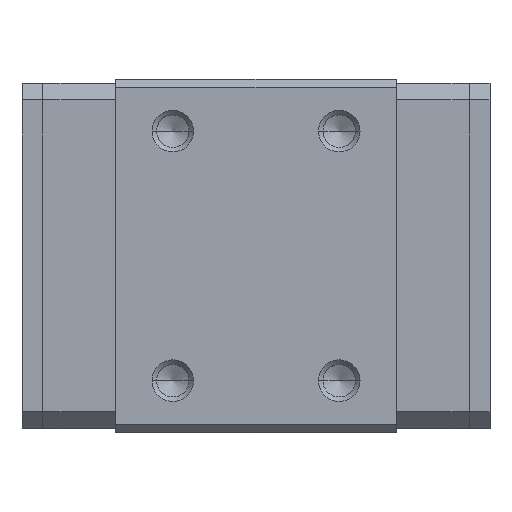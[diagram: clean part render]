
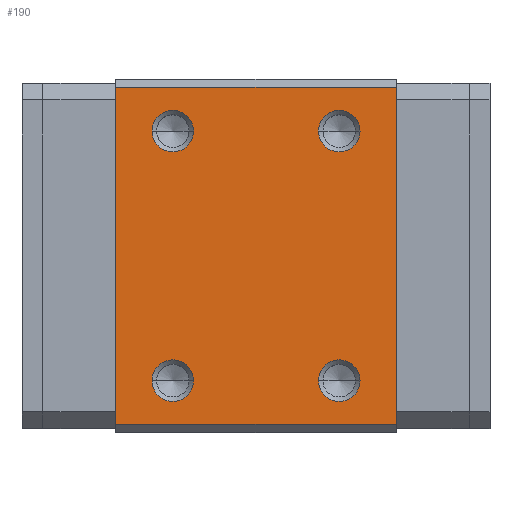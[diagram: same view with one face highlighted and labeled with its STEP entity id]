
A CAD part, top view. The second image highlights one B-rep face of the part: STEP entity #190.
In plain terms, the highlighted planar face has unit normal (0, 0, 1).
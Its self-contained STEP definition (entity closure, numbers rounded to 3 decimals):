
#84 = CARTESIAN_POINT ( 'NONE',  ( 14.25, 6., 6.5 ) ) ;
#190 = ADVANCED_FACE ( 'NONE', ( #15356, #19216, #532, #11749, #21087 ), #9741, .T. ) ;
#287 = EDGE_CURVE ( 'NONE', #3322, #22051, #4411, .T. ) ;
#532 = FACE_BOUND ( 'NONE', #20899, .T. ) ;
#711 = LINE ( 'NONE', #23882, #3426 ) ;
#779 = DIRECTION ( 'NONE',  ( 1., 0., 0. ) ) ;
#844 = EDGE_LOOP ( 'NONE', ( #14450, #19219 ) ) ;
#1554 = DIRECTION ( 'NONE',  ( 1., 0., 0. ) ) ;
#1679 = CARTESIAN_POINT ( 'NONE',  ( 7.25, 6., 6.5 ) ) ;
#1725 = DIRECTION ( 'NONE',  ( 0., 0., -1. ) ) ;
#1948 = EDGE_CURVE ( 'NONE', #19549, #12503, #19791, .T. ) ;
#1999 = CARTESIAN_POINT ( 'NONE',  ( 7.25, -6., 6.5 ) ) ;
#2399 = CARTESIAN_POINT ( 'NONE',  ( 6.25, -6., 6.5 ) ) ;
#2731 = DIRECTION ( 'NONE',  ( -1., 0., 0. ) ) ;
#2792 = AXIS2_PLACEMENT_3D ( 'NONE', #1679, #9277, #779 ) ;
#2971 = CARTESIAN_POINT ( 'NONE',  ( 4.5, 8.1, 6.5 ) ) ;
#3322 = VERTEX_POINT ( 'NONE', #8568 ) ;
#3426 = VECTOR ( 'NONE', #23390, 1000. ) ;
#3554 = CARTESIAN_POINT ( 'NONE',  ( 4.5, -8.1, 6.5 ) ) ;
#3626 = ORIENTED_EDGE ( 'NONE', *, *, #23049, .T. ) ;
#3858 = CARTESIAN_POINT ( 'NONE',  ( 15.25, -6., 6.5 ) ) ;
#3992 = DIRECTION ( 'NONE',  ( 0., 1., 0. ) ) ;
#4246 = EDGE_CURVE ( 'NONE', #23735, #11539, #21238, .T. ) ;
#4411 = CIRCLE ( 'NONE', #2792, 1. ) ;
#4492 = CARTESIAN_POINT ( 'NONE',  ( 15.25, 6., 6.5 ) ) ;
#4794 = AXIS2_PLACEMENT_3D ( 'NONE', #3554, #23081, #1554 ) ;
#5090 = LINE ( 'NONE', #2971, #16586 ) ;
#5297 = DIRECTION ( 'NONE',  ( 0., 0., -1. ) ) ;
#5725 = DIRECTION ( 'NONE',  ( 0., -1., 0. ) ) ;
#5801 = AXIS2_PLACEMENT_3D ( 'NONE', #3858, #9329, #14942 ) ;
#7239 = ORIENTED_EDGE ( 'NONE', *, *, #19555, .T. ) ;
#7460 = CARTESIAN_POINT ( 'NONE',  ( 8.25, -6., 6.5 ) ) ;
#7590 = CARTESIAN_POINT ( 'NONE',  ( 4.5, -8.1, 6.5 ) ) ;
#7711 = CARTESIAN_POINT ( 'NONE',  ( 18., -8.1, 6.5 ) ) ;
#7877 = CIRCLE ( 'NONE', #21820, 1. ) ;
#8193 = ORIENTED_EDGE ( 'NONE', *, *, #9950, .T. ) ;
#8568 = CARTESIAN_POINT ( 'NONE',  ( 8.25, 6., 6.5 ) ) ;
#8802 = ORIENTED_EDGE ( 'NONE', *, *, #12894, .T. ) ;
#9027 = AXIS2_PLACEMENT_3D ( 'NONE', #18492, #5297, #16632 ) ;
#9277 = DIRECTION ( 'NONE',  ( 0., 0., -1. ) ) ;
#9329 = DIRECTION ( 'NONE',  ( 0., 0., -1. ) ) ;
#9340 = DIRECTION ( 'NONE',  ( 1., 0., 0. ) ) ;
#9464 = LINE ( 'NONE', #7590, #11951 ) ;
#9482 = DIRECTION ( 'NONE',  ( 0., 0., -1. ) ) ;
#9686 = EDGE_CURVE ( 'NONE', #11539, #23735, #16541, .T. ) ;
#9720 = CARTESIAN_POINT ( 'NONE',  ( 18., 8.1, 6.5 ) ) ;
#9741 = PLANE ( 'NONE',  #4794 ) ;
#9825 = DIRECTION ( 'NONE',  ( 1., 0., 0. ) ) ;
#9950 = EDGE_CURVE ( 'NONE', #24209, #13141, #15369, .T. ) ;
#10166 = EDGE_CURVE ( 'NONE', #12940, #19325, #711, .T. ) ;
#10201 = CARTESIAN_POINT ( 'NONE',  ( 18., -8.1, 6.5 ) ) ;
#10458 = DIRECTION ( 'NONE',  ( 0., 0., -1. ) ) ;
#11328 = LINE ( 'NONE', #7711, #22704 ) ;
#11539 = VERTEX_POINT ( 'NONE', #23563 ) ;
#11584 = CARTESIAN_POINT ( 'NONE',  ( 7.25, 6., 6.5 ) ) ;
#11749 = FACE_BOUND ( 'NONE', #844, .T. ) ;
#11790 = AXIS2_PLACEMENT_3D ( 'NONE', #16433, #10458, #16185 ) ;
#11871 = EDGE_CURVE ( 'NONE', #13141, #24209, #12336, .T. ) ;
#11932 = AXIS2_PLACEMENT_3D ( 'NONE', #4492, #16055, #14081 ) ;
#11951 = VECTOR ( 'NONE', #5725, 1000. ) ;
#12003 = ORIENTED_EDGE ( 'NONE', *, *, #10166, .T. ) ;
#12336 = CIRCLE ( 'NONE', #11932, 1. ) ;
#12503 = VERTEX_POINT ( 'NONE', #2399 ) ;
#12697 = EDGE_CURVE ( 'NONE', #19290, #12940, #9464, .T. ) ;
#12827 = ORIENTED_EDGE ( 'NONE', *, *, #287, .T. ) ;
#12894 = EDGE_CURVE ( 'NONE', #18502, #19290, #5090, .T. ) ;
#12940 = VERTEX_POINT ( 'NONE', #24638 ) ;
#13095 = CARTESIAN_POINT ( 'NONE',  ( 16.25, 6., 6.5 ) ) ;
#13141 = VERTEX_POINT ( 'NONE', #84 ) ;
#13820 = EDGE_LOOP ( 'NONE', ( #16618, #3626 ) ) ;
#14019 = EDGE_CURVE ( 'NONE', #22051, #3322, #24494, .T. ) ;
#14081 = DIRECTION ( 'NONE',  ( 1., 0., 0. ) ) ;
#14450 = ORIENTED_EDGE ( 'NONE', *, *, #9686, .T. ) ;
#14796 = EDGE_LOOP ( 'NONE', ( #19940, #12003, #7239, #8802 ) ) ;
#14942 = DIRECTION ( 'NONE',  ( 1., 0., 0. ) ) ;
#15086 = DIRECTION ( 'NONE',  ( 0., 0., -1. ) ) ;
#15356 = FACE_OUTER_BOUND ( 'NONE', #14796, .T. ) ;
#15369 = CIRCLE ( 'NONE', #11790, 1. ) ;
#16055 = DIRECTION ( 'NONE',  ( 0., 0., -1. ) ) ;
#16185 = DIRECTION ( 'NONE',  ( 1., 0., 0. ) ) ;
#16433 = CARTESIAN_POINT ( 'NONE',  ( 15.25, 6., 6.5 ) ) ;
#16541 = CIRCLE ( 'NONE', #5801, 1. ) ;
#16586 = VECTOR ( 'NONE', #2731, 1000. ) ;
#16618 = ORIENTED_EDGE ( 'NONE', *, *, #1948, .T. ) ;
#16632 = DIRECTION ( 'NONE',  ( 1., 0., 0. ) ) ;
#18332 = ORIENTED_EDGE ( 'NONE', *, *, #14019, .T. ) ;
#18400 = CARTESIAN_POINT ( 'NONE',  ( 14.25, -6., 6.5 ) ) ;
#18492 = CARTESIAN_POINT ( 'NONE',  ( 7.25, -6., 6.5 ) ) ;
#18502 = VERTEX_POINT ( 'NONE', #9720 ) ;
#18533 = AXIS2_PLACEMENT_3D ( 'NONE', #11584, #1725, #9825 ) ;
#19216 = FACE_BOUND ( 'NONE', #13820, .T. ) ;
#19219 = ORIENTED_EDGE ( 'NONE', *, *, #4246, .T. ) ;
#19290 = VERTEX_POINT ( 'NONE', #21048 ) ;
#19325 = VERTEX_POINT ( 'NONE', #10201 ) ;
#19377 = CARTESIAN_POINT ( 'NONE',  ( 6.25, 6., 6.5 ) ) ;
#19549 = VERTEX_POINT ( 'NONE', #7460 ) ;
#19555 = EDGE_CURVE ( 'NONE', #19325, #18502, #11328, .T. ) ;
#19791 = CIRCLE ( 'NONE', #9027, 1. ) ;
#19940 = ORIENTED_EDGE ( 'NONE', *, *, #12697, .T. ) ;
#20811 = DIRECTION ( 'NONE',  ( 1., 0., 0. ) ) ;
#20899 = EDGE_LOOP ( 'NONE', ( #12827, #18332 ) ) ;
#20928 = CARTESIAN_POINT ( 'NONE',  ( 15.25, -6., 6.5 ) ) ;
#21048 = CARTESIAN_POINT ( 'NONE',  ( 4.5, 8.1, 6.5 ) ) ;
#21087 = FACE_BOUND ( 'NONE', #23734, .T. ) ;
#21238 = CIRCLE ( 'NONE', #22827, 1. ) ;
#21820 = AXIS2_PLACEMENT_3D ( 'NONE', #1999, #9482, #20811 ) ;
#22051 = VERTEX_POINT ( 'NONE', #19377 ) ;
#22704 = VECTOR ( 'NONE', #3992, 1000. ) ;
#22744 = ORIENTED_EDGE ( 'NONE', *, *, #11871, .T. ) ;
#22827 = AXIS2_PLACEMENT_3D ( 'NONE', #20928, #15086, #9340 ) ;
#23049 = EDGE_CURVE ( 'NONE', #12503, #19549, #7877, .T. ) ;
#23081 = DIRECTION ( 'NONE',  ( 0., 0., 1. ) ) ;
#23390 = DIRECTION ( 'NONE',  ( 1., 0., 0. ) ) ;
#23563 = CARTESIAN_POINT ( 'NONE',  ( 16.25, -6., 6.5 ) ) ;
#23734 = EDGE_LOOP ( 'NONE', ( #8193, #22744 ) ) ;
#23735 = VERTEX_POINT ( 'NONE', #18400 ) ;
#23882 = CARTESIAN_POINT ( 'NONE',  ( 4.5, -8.1, 6.5 ) ) ;
#24209 = VERTEX_POINT ( 'NONE', #13095 ) ;
#24494 = CIRCLE ( 'NONE', #18533, 1. ) ;
#24638 = CARTESIAN_POINT ( 'NONE',  ( 4.5, -8.1, 6.5 ) ) ;
